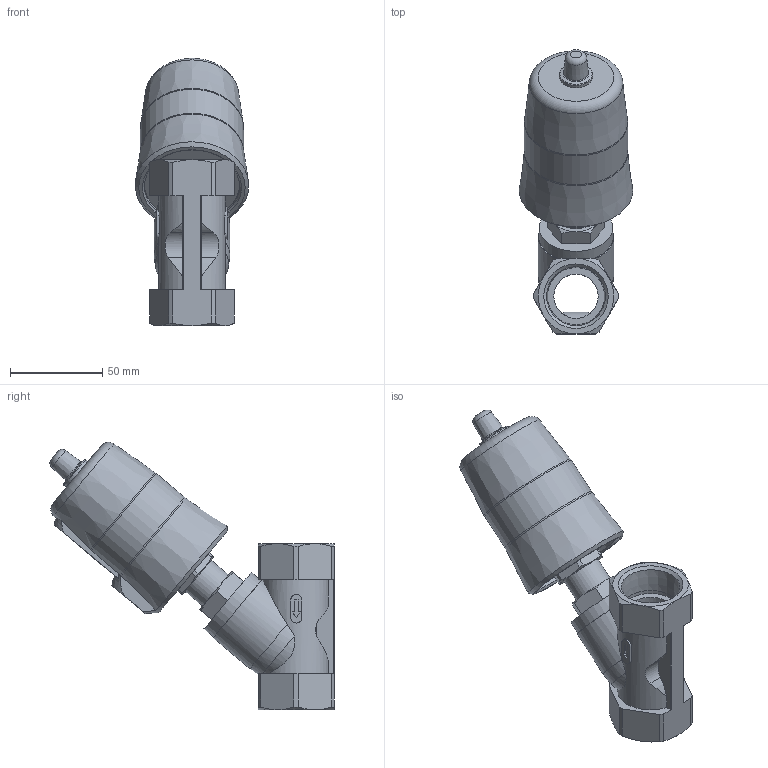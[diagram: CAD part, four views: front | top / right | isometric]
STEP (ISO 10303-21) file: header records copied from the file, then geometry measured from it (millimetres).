
FILE_DESCRIPTION(/* description */ ('STEP AP214'),/* implementation_level */ '2;1');
FILE_NAME(/* name */ '3539784_VZXF-L-M22C-M-A-N1-240-M1-V4B2T-50-16',/* time_stamp */ '2024-09-18T12:32:54+02:00',/* author */ ('License CC BY-ND 4.0'),/* organization */ ('CADENAS'),/* preprocessor_version */ 'ST-DEVELOPER v19.3',/* originating_system */ 'PARTsolutions',/* authorisation */ ' ');
FILE_SCHEMA (('AUTOMOTIVE_DESIGN {1 0 10303 214 3 1 1}'));
Length unit declared in the file: millimetre
Products named in the file (2): 3539784 VZXF-L-M22C-M-A-N1-240-M1-V4B2T-50-16; 1001805 VZXF-L-M22C-M-A-N1-240-V4B2T-50-16---(V)
Assembly tree (1 placements, depth 2):
  3539784 VZXF-L-M22C-M-A-N1-240-M1-V4B2T-50-16
    1001805 VZXF-L-M22C-M-A-N1-240-V4B2T-50-16---(V)
Bounding box: 61.58 x 154.02 x 144.99 mm (x, y, z)
Volume: 309834.1 mm3; surface area: 47832.3 mm2
Topology: 1 solids, 1 shells, 169 faces, 433 edges, 277 vertices
Faces by surface type: plane 77, cylinder 46, cone 40, torus 6
Full cylindrical faces by diameter (mm): 8.566 x1, 18.2 x1, 22 x1, 24 x1, 31.037 x2, 40 x1, 41 x1, 51.7 x1
Entity records: 5221 total; most frequent: CARTESIAN_POINT 1253, ORIENTED_EDGE 806, DIRECTION 798, EDGE_CURVE 403, AXIS2_PLACEMENT_3D 318, VERTEX_POINT 271, EDGE_LOOP 210, FACE_BOUND 210
